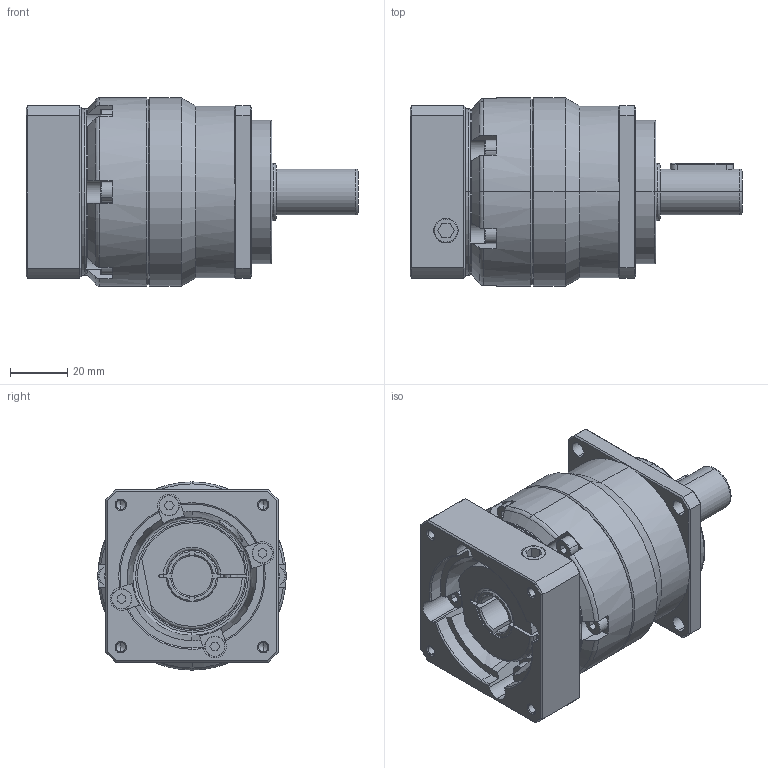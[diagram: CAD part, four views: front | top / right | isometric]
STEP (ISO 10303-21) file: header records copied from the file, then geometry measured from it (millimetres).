
FILE_DESCRIPTION (( 'STEP AP203' ), '1' );
FILE_NAME ('PEH060-L1-14-50-70-M4-A16.STEP', '2023-09-04T08:59:51', ( '' ), ( '' ), 'SwSTEP 2.0', 'SolidWorks 2018', '' );
FILE_SCHEMA (( 'CONFIG_CONTROL_DESIGN' ));
Length unit declared in the file: millimetre
Products named in the file (1): PEH060-L1-14-50-70-M4-A16
Bounding box: 115.5 x 65.5 x 65.5 mm (x, y, z)
Volume: 246760.9 mm3; surface area: 58404.1 mm2
Topology: 20 solids, 20 shells, 514 faces, 1216 edges, 763 vertices
Faces by surface type: plane 230, cylinder 141, cone 85, torus 58
Entity records: 15283 total; most frequent: CARTESIAN_POINT 3226, DIRECTION 2600, ORIENTED_EDGE 2412, EDGE_CURVE 1206, AXIS2_PLACEMENT_3D 1001, VERTEX_POINT 763, LINE 598, VECTOR 598
